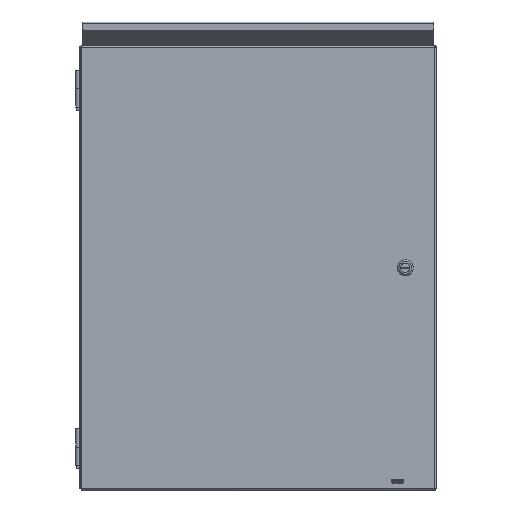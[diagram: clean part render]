
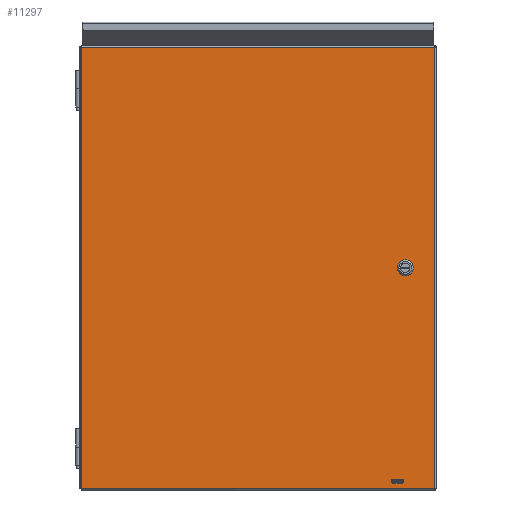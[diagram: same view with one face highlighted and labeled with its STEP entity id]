
A CAD part, top view. The second image highlights one B-rep face of the part: STEP entity #11297.
In plain terms, the highlighted planar face has unit normal (0, 0, 1).
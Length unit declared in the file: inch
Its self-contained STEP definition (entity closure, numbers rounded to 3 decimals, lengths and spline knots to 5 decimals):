
#502=FACE_BOUND($,#1819,.T.);
#503=FACE_BOUND($,#1820,.T.);
#504=FACE_BOUND($,#1821,.T.);
#682=PLANE($,#12070);
#1819=EDGE_LOOP($,(#8151,#8152,#8153,#8154));
#1820=EDGE_LOOP($,(#8155,#8156,#8157,#8158,#8159,#8160,#8161,#8162));
#1821=EDGE_LOOP($,(#8163,#8164,#8165,#8166));
#2610=LINE($,#17424,#3582);
#2614=LINE($,#17435,#3586);
#2619=LINE($,#17450,#3591);
#2623=LINE($,#17462,#3595);
#2627=LINE($,#17474,#3599);
#2631=LINE($,#17484,#3603);
#2633=LINE($,#17498,#3605);
#2649=LINE($,#17600,#3621);
#2664=LINE($,#17700,#3636);
#2679=LINE($,#17799,#3651);
#3582=VECTOR($,#13495,0.625);
#3586=VECTOR($,#13507,0.625);
#3591=VECTOR($,#13520,0.42712);
#3595=VECTOR($,#13532,0.42712);
#3599=VECTOR($,#13544,0.42712);
#3603=VECTOR($,#13556,0.42712);
#3605=VECTOR($,#13560,24.1645);
#3621=VECTOR($,#13590,30.1645);
#3636=VECTOR($,#13619,24.1645);
#3651=VECTOR($,#13648,30.1645);
#4452=CIRCLE($,#12018,0.125);
#4454=CIRCLE($,#12022,0.125);
#4457=CIRCLE($,#12027,0.453);
#4459=CIRCLE($,#12031,0.453);
#4461=CIRCLE($,#12035,0.453);
#4463=CIRCLE($,#12039,0.453);
#5009=VERTEX_POINT($,#17414);
#5010=VERTEX_POINT($,#17415);
#5013=VERTEX_POINT($,#17423);
#5015=VERTEX_POINT($,#17429);
#5019=VERTEX_POINT($,#17441);
#5020=VERTEX_POINT($,#17443);
#5022=VERTEX_POINT($,#17449);
#5024=VERTEX_POINT($,#17455);
#5026=VERTEX_POINT($,#17461);
#5028=VERTEX_POINT($,#17467);
#5030=VERTEX_POINT($,#17473);
#5032=VERTEX_POINT($,#17479);
#5035=VERTEX_POINT($,#17489);
#5036=VERTEX_POINT($,#17497);
#5047=VERTEX_POINT($,#17599);
#5057=VERTEX_POINT($,#17699);
#6121=EDGE_CURVE($,#5009,#5010,#4452,.T.);
#6125=EDGE_CURVE($,#5013,#5009,#2610,.T.);
#6128=EDGE_CURVE($,#5015,#5013,#4454,.T.);
#6131=EDGE_CURVE($,#5010,#5015,#2614,.T.);
#6135=EDGE_CURVE($,#5020,#5019,#4457,.T.);
#6138=EDGE_CURVE($,#5022,#5020,#2619,.T.);
#6141=EDGE_CURVE($,#5024,#5022,#4459,.T.);
#6144=EDGE_CURVE($,#5026,#5024,#2623,.T.);
#6147=EDGE_CURVE($,#5028,#5026,#4461,.T.);
#6150=EDGE_CURVE($,#5030,#5028,#2627,.T.);
#6153=EDGE_CURVE($,#5032,#5030,#4463,.T.);
#6156=EDGE_CURVE($,#5019,#5032,#2631,.T.);
#6159=EDGE_CURVE($,#5036,#5035,#2633,.T.);
#6179=EDGE_CURVE($,#5047,#5036,#2649,.T.);
#6198=EDGE_CURVE($,#5057,#5047,#2664,.T.);
#6217=EDGE_CURVE($,#5035,#5057,#2679,.T.);
#8151=ORIENTED_EDGE($,*,*,#6121,.T.);
#8152=ORIENTED_EDGE($,*,*,#6131,.T.);
#8153=ORIENTED_EDGE($,*,*,#6128,.T.);
#8154=ORIENTED_EDGE($,*,*,#6125,.T.);
#8155=ORIENTED_EDGE($,*,*,#6135,.T.);
#8156=ORIENTED_EDGE($,*,*,#6156,.T.);
#8157=ORIENTED_EDGE($,*,*,#6153,.T.);
#8158=ORIENTED_EDGE($,*,*,#6150,.T.);
#8159=ORIENTED_EDGE($,*,*,#6147,.T.);
#8160=ORIENTED_EDGE($,*,*,#6144,.T.);
#8161=ORIENTED_EDGE($,*,*,#6141,.T.);
#8162=ORIENTED_EDGE($,*,*,#6138,.T.);
#8163=ORIENTED_EDGE($,*,*,#6159,.T.);
#8164=ORIENTED_EDGE($,*,*,#6217,.T.);
#8165=ORIENTED_EDGE($,*,*,#6198,.T.);
#8166=ORIENTED_EDGE($,*,*,#6179,.T.);
#11297=ADVANCED_FACE($,(#502,#503,#504),#682,.T.);
#12018=AXIS2_PLACEMENT_3D($,#17416,#13487,#13488);
#12022=AXIS2_PLACEMENT_3D($,#17430,#13500,#13501);
#12027=AXIS2_PLACEMENT_3D($,#17444,#13514,#13515);
#12031=AXIS2_PLACEMENT_3D($,#17456,#13526,#13527);
#12035=AXIS2_PLACEMENT_3D($,#17468,#13538,#13539);
#12039=AXIS2_PLACEMENT_3D($,#17480,#13550,#13551);
#12070=AXIS2_PLACEMENT_3D($,#17886,#13675,#13676);
#13487=DIRECTION('center_axis',(0.,0.,-1.));
#13488=DIRECTION('ref_axis',(0.,-1.,0.));
#13495=DIRECTION($,(1.,0.,0.));
#13500=DIRECTION('center_axis',(0.,0.,-1.));
#13501=DIRECTION('ref_axis',(0.,1.,0.));
#13507=DIRECTION($,(-1.,0.,0.));
#13514=DIRECTION('center_axis',(0.,0.,-1.));
#13515=DIRECTION('ref_axis',(0.882,0.471,0.));
#13520=DIRECTION($,(1.,0.,0.));
#13526=DIRECTION('center_axis',(0.,0.,-1.));
#13527=DIRECTION('ref_axis',(-0.471,0.882,0.));
#13532=DIRECTION($,(0.,1.,0.));
#13538=DIRECTION('center_axis',(0.,0.,-1.));
#13539=DIRECTION('ref_axis',(-0.882,-0.471,0.));
#13544=DIRECTION($,(-1.,0.,0.));
#13550=DIRECTION('center_axis',(0.,0.,-1.));
#13551=DIRECTION('ref_axis',(0.471,-0.882,0.));
#13556=DIRECTION($,(0.,-1.,0.));
#13560=DIRECTION($,(1.,0.,0.));
#13590=DIRECTION($,(0.,-1.,0.));
#13619=DIRECTION($,(-1.,0.,0.));
#13648=DIRECTION($,(0.,1.,0.));
#13675=DIRECTION('center_axis',(0.,0.,1.));
#13676=DIRECTION('ref_axis',(1.,0.,0.));
#17414=CARTESIAN_POINT('',(9.84375,-14.46875,0.074));
#17415=CARTESIAN_POINT('',(9.84375,-14.71875,0.074));
#17416=CARTESIAN_POINT('Origin',(9.84375,-14.59375,0.074));
#17423=CARTESIAN_POINT('',(9.21875,-14.46875,0.074));
#17424=CARTESIAN_POINT($,(4.60938,-14.46875,0.074));
#17429=CARTESIAN_POINT('',(9.21875,-14.71875,0.074));
#17430=CARTESIAN_POINT('Origin',(9.21875,-14.59375,0.074));
#17435=CARTESIAN_POINT($,(4.92188,-14.71875,0.074));
#17441=CARTESIAN_POINT('',(10.462,0.21356,0.074));
#17443=CARTESIAN_POINT('',(10.27612,0.3995,0.074));
#17444=CARTESIAN_POINT('Origin',(10.06248,0.00005,
0.074));
#17449=CARTESIAN_POINT('',(9.849,0.3995,0.074));
#17450=CARTESIAN_POINT($,(5.13806,0.3995,0.074));
#17455=CARTESIAN_POINT('',(9.663,0.21356,0.074));
#17456=CARTESIAN_POINT('Origin',(10.06248,-0.00005,
0.074));
#17461=CARTESIAN_POINT('',(9.663,-0.21356,0.074));
#17462=CARTESIAN_POINT($,(9.663,0.10678,0.074));
#17467=CARTESIAN_POINT('',(9.84894,-0.3995,0.074));
#17468=CARTESIAN_POINT('Origin',(10.0625,0.,
0.074));
#17473=CARTESIAN_POINT('',(10.27606,-0.3995,0.074));
#17474=CARTESIAN_POINT($,(4.92447,-0.3995,0.074));
#17479=CARTESIAN_POINT('',(10.462,-0.21356,0.074));
#17480=CARTESIAN_POINT('Origin',(10.0625,0.,0.074));
#17484=CARTESIAN_POINT($,(10.462,-0.10678,0.074));
#17489=CARTESIAN_POINT('',(12.08225,-15.08225,0.074));
#17497=CARTESIAN_POINT('',(-12.08225,-15.08225,0.074));
#17498=CARTESIAN_POINT($,(-6.04113,-15.08225,0.074));
#17599=CARTESIAN_POINT('',(-12.08225,15.08225,0.074));
#17600=CARTESIAN_POINT($,(-12.08225,7.54113,0.074));
#17699=CARTESIAN_POINT('',(12.08225,15.08225,0.074));
#17700=CARTESIAN_POINT($,(6.04113,15.08225,0.074));
#17799=CARTESIAN_POINT($,(12.08225,-7.54113,0.074));
#17886=CARTESIAN_POINT('Origin',(0.,0.,
0.074));
